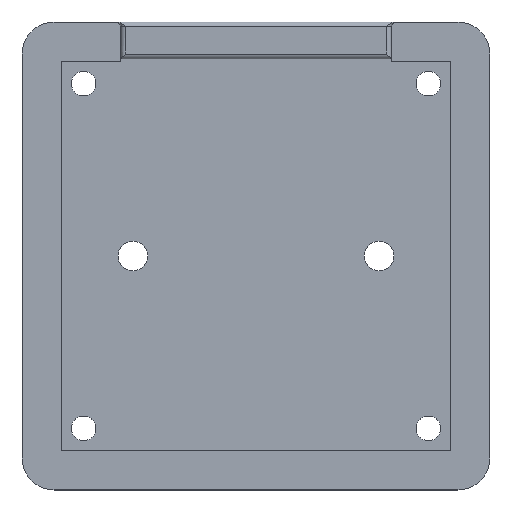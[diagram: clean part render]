
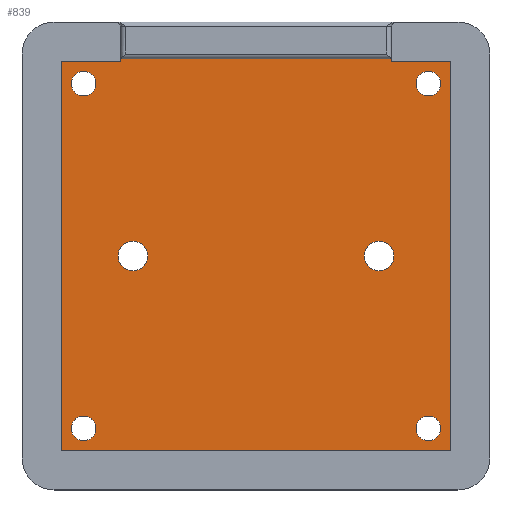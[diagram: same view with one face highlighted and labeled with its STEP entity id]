
A CAD part, top view. The second image highlights one B-rep face of the part: STEP entity #839.
In plain terms, the highlighted planar face has unit normal (0, 0, 1).
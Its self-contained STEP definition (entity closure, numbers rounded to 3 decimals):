
#33=FACE_BOUND('',#210,.T.);
#34=FACE_BOUND('',#211,.T.);
#35=FACE_BOUND('',#212,.T.);
#36=FACE_BOUND('',#213,.T.);
#37=FACE_BOUND('',#214,.T.);
#38=FACE_BOUND('',#215,.T.);
#57=PLANE('',#970);
#78=CIRCLE('',#919,1.);
#80=CIRCLE('',#923,1.);
#82=CIRCLE('',#927,1.);
#84=CIRCLE('',#931,1.2);
#86=CIRCLE('',#935,1.2);
#88=CIRCLE('',#939,1.);
#155=FACE_OUTER_BOUND('',#209,.T.);
#209=EDGE_LOOP('',(#729,#730,#731,#732,#733,#734,#735,#736));
#210=EDGE_LOOP('',(#737));
#211=EDGE_LOOP('',(#738));
#212=EDGE_LOOP('',(#739));
#213=EDGE_LOOP('',(#740));
#214=EDGE_LOOP('',(#741));
#215=EDGE_LOOP('',(#742));
#232=LINE('',#1313,#300);
#237=LINE('',#1322,#305);
#241=LINE('',#1336,#309);
#244=LINE('',#1342,#312);
#277=LINE('',#1481,#345);
#280=LINE('',#1487,#348);
#283=LINE('',#1491,#351);
#285=LINE('',#1494,#353);
#300=VECTOR('',#1024,10.);
#305=VECTOR('',#1031,10.);
#309=VECTOR('',#1047,10.);
#312=VECTOR('',#1052,10.);
#345=VECTOR('',#1209,10.);
#348=VECTOR('',#1214,10.);
#351=VECTOR('',#1219,10.);
#353=VECTOR('',#1223,10.);
#369=VERTEX_POINT('',#1310);
#370=VERTEX_POINT('',#1312);
#373=VERTEX_POINT('',#1320);
#377=VERTEX_POINT('',#1335);
#379=VERTEX_POINT('',#1341);
#396=VERTEX_POINT('',#1380);
#398=VERTEX_POINT('',#1388);
#400=VERTEX_POINT('',#1396);
#402=VERTEX_POINT('',#1404);
#404=VERTEX_POINT('',#1412);
#406=VERTEX_POINT('',#1420);
#422=VERTEX_POINT('',#1478);
#423=VERTEX_POINT('',#1480);
#425=VERTEX_POINT('',#1486);
#446=EDGE_CURVE('',#370,#369,#232,.T.);
#451=EDGE_CURVE('',#369,#373,#237,.T.);
#457=EDGE_CURVE('',#370,#377,#241,.T.);
#460=EDGE_CURVE('',#379,#377,#244,.F.);
#480=EDGE_CURVE('',#396,#396,#78,.T.);
#484=EDGE_CURVE('',#398,#398,#80,.T.);
#488=EDGE_CURVE('',#400,#400,#82,.T.);
#492=EDGE_CURVE('',#402,#402,#84,.T.);
#496=EDGE_CURVE('',#404,#404,#86,.T.);
#500=EDGE_CURVE('',#406,#406,#88,.T.);
#529=EDGE_CURVE('',#423,#422,#277,.F.);
#532=EDGE_CURVE('',#425,#423,#280,.F.);
#535=EDGE_CURVE('',#373,#425,#283,.F.);
#537=EDGE_CURVE('',#422,#379,#285,.F.);
#729=ORIENTED_EDGE('',*,*,#537,.T.);
#730=ORIENTED_EDGE('',*,*,#460,.T.);
#731=ORIENTED_EDGE('',*,*,#457,.F.);
#732=ORIENTED_EDGE('',*,*,#446,.T.);
#733=ORIENTED_EDGE('',*,*,#451,.T.);
#734=ORIENTED_EDGE('',*,*,#535,.T.);
#735=ORIENTED_EDGE('',*,*,#532,.T.);
#736=ORIENTED_EDGE('',*,*,#529,.T.);
#737=ORIENTED_EDGE('',*,*,#484,.T.);
#738=ORIENTED_EDGE('',*,*,#496,.T.);
#739=ORIENTED_EDGE('',*,*,#500,.T.);
#740=ORIENTED_EDGE('',*,*,#488,.T.);
#741=ORIENTED_EDGE('',*,*,#492,.T.);
#742=ORIENTED_EDGE('',*,*,#480,.T.);
#839=ADVANCED_FACE('',(#155,#33,#34,#35,#36,#37,#38),#57,.T.);
#919=AXIS2_PLACEMENT_3D('',#1382,#1089,#1090);
#923=AXIS2_PLACEMENT_3D('',#1390,#1099,#1100);
#927=AXIS2_PLACEMENT_3D('',#1398,#1109,#1110);
#931=AXIS2_PLACEMENT_3D('',#1406,#1119,#1120);
#935=AXIS2_PLACEMENT_3D('',#1414,#1129,#1130);
#939=AXIS2_PLACEMENT_3D('',#1422,#1139,#1140);
#970=AXIS2_PLACEMENT_3D('',#1495,#1224,#1225);
#1024=DIRECTION('',(-1.,0.,0.));
#1031=DIRECTION('',(0.,-1.,0.));
#1047=DIRECTION('',(0.,-1.,0.));
#1052=DIRECTION('',(1.,0.,0.));
#1089=DIRECTION('center_axis',(0.,0.,-1.));
#1090=DIRECTION('ref_axis',(1.,0.,0.));
#1099=DIRECTION('center_axis',(0.,0.,-1.));
#1100=DIRECTION('ref_axis',(1.,0.,0.));
#1109=DIRECTION('center_axis',(0.,0.,-1.));
#1110=DIRECTION('ref_axis',(1.,0.,0.));
#1119=DIRECTION('center_axis',(0.,0.,-1.));
#1120=DIRECTION('ref_axis',(1.,0.,0.));
#1129=DIRECTION('center_axis',(0.,0.,-1.));
#1130=DIRECTION('ref_axis',(1.,0.,0.));
#1139=DIRECTION('center_axis',(0.,0.,-1.));
#1140=DIRECTION('ref_axis',(1.,0.,0.));
#1209=DIRECTION('',(-1.,0.,0.));
#1214=DIRECTION('',(0.,1.,0.));
#1219=DIRECTION('',(1.,0.,0.));
#1223=DIRECTION('',(0.,-1.,0.));
#1224=DIRECTION('center_axis',(0.,0.,1.));
#1225=DIRECTION('ref_axis',(1.,0.,0.));
#1310=CARTESIAN_POINT('',(-11.,16.,-2.2));
#1312=CARTESIAN_POINT('',(11.,16.,-2.2));
#1313=CARTESIAN_POINT('',(-8.,16.,-2.2));
#1320=CARTESIAN_POINT('',(-11.,15.8,-2.2));
#1322=CARTESIAN_POINT('',(-11.,9.3,-2.2));
#1335=CARTESIAN_POINT('',(11.,15.8,-2.2));
#1336=CARTESIAN_POINT('',(11.,8.,-2.2));
#1341=CARTESIAN_POINT('',(15.8,15.8,-2.2));
#1342=CARTESIAN_POINT('',(8.,15.8,-2.2));
#1380=CARTESIAN_POINT('',(-15.,14.,-2.2));
#1382=CARTESIAN_POINT('Origin',(-14.,14.,-2.2));
#1388=CARTESIAN_POINT('',(13.,-14.,-2.2));
#1390=CARTESIAN_POINT('Origin',(14.,-14.,-2.2));
#1396=CARTESIAN_POINT('',(-15.,-14.,-2.2));
#1398=CARTESIAN_POINT('Origin',(-14.,-14.,-2.2));
#1404=CARTESIAN_POINT('',(-11.2,0.,-2.2));
#1406=CARTESIAN_POINT('Origin',(-10.,0.,-2.2));
#1412=CARTESIAN_POINT('',(8.8,0.,-2.2));
#1414=CARTESIAN_POINT('Origin',(10.,0.,-2.2));
#1420=CARTESIAN_POINT('',(13.,14.,-2.2));
#1422=CARTESIAN_POINT('Origin',(14.,14.,-2.2));
#1478=CARTESIAN_POINT('',(15.8,-15.8,-2.2));
#1480=CARTESIAN_POINT('',(-15.8,-15.8,-2.2));
#1481=CARTESIAN_POINT('',(-8.,-15.8,-2.2));
#1486=CARTESIAN_POINT('',(-15.8,15.8,-2.2));
#1487=CARTESIAN_POINT('',(-15.8,8.,-2.2));
#1491=CARTESIAN_POINT('',(8.,15.8,-2.2));
#1494=CARTESIAN_POINT('',(15.8,-8.,-2.2));
#1495=CARTESIAN_POINT('Origin',(0.,0.,-2.2));
